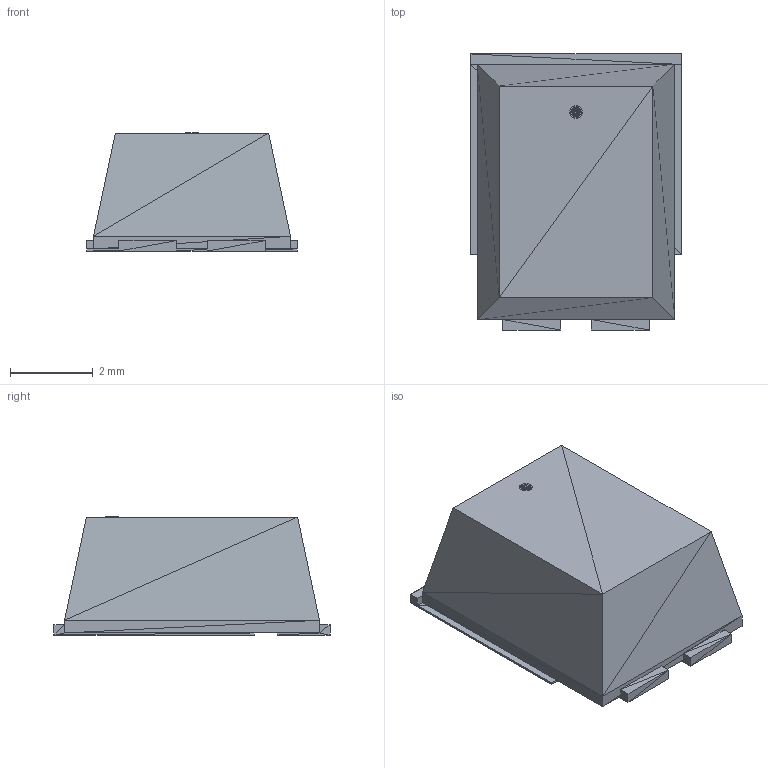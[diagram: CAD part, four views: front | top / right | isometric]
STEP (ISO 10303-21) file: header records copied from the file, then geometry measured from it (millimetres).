
FILE_DESCRIPTION(('STEP AP214'),'1');
FILE_NAME('TO-277A_SS8PH-L','2018-10-16T18:48:51',(''),(''),'','','');
FILE_SCHEMA(('AUTOMOTIVE_DESIGN'));
Length unit declared in the file: millimetre
Products named in the file (1): product
Bounding box: 5.08 x 6.65 x 2.85 mm (x, y, z)
Surface area: 166.1 mm2 (no closed solid volume)
Topology: 0 solids, 216 shells, 216 faces, 648 edges, 648 vertices
Faces by surface type: plane 216
Entity records: 7187 total; most frequent: CARTESIAN_POINT 1513, DIRECTION 1082, ORIENTED_EDGE 648, EDGE_CURVE 648, VERTEX_POINT 648, LINE 648, VECTOR 648, AXIS2_PLACEMENT_3D 217
